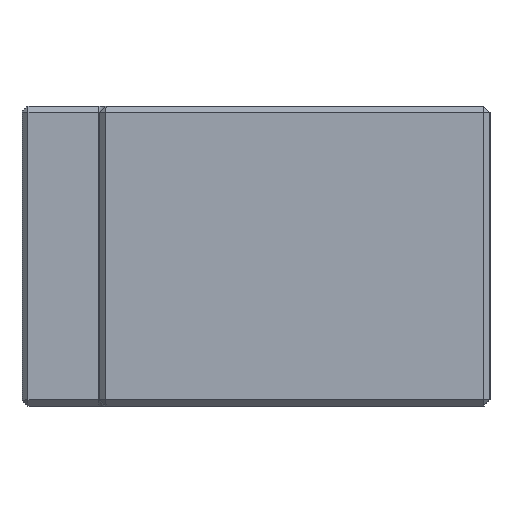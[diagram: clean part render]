
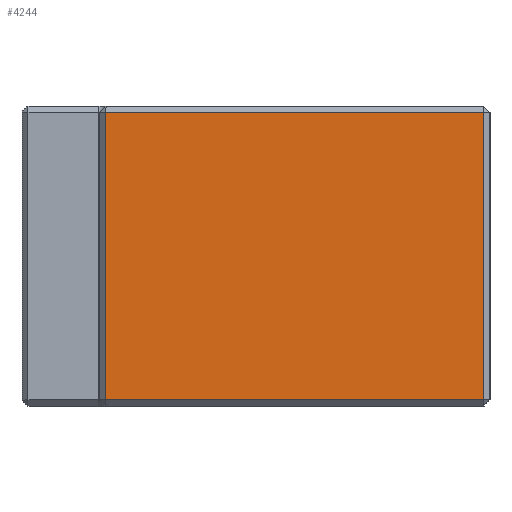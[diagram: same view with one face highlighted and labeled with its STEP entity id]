
A CAD part, left-side view. The second image highlights one B-rep face of the part: STEP entity #4244.
In plain terms, the highlighted planar face has unit normal (-1, 0, 0).
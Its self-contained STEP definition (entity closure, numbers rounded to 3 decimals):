
#66 = CARTESIAN_POINT ( 'NONE',  ( -30., -21.5, -12. ) ) ;
#280 = CARTESIAN_POINT ( 'NONE',  ( -30., 10., -12. ) ) ;
#381 = VECTOR ( 'NONE', #6292, 1000. ) ;
#385 = VECTOR ( 'NONE', #3388, 1000. ) ;
#457 = LINE ( 'NONE', #4810, #385 ) ;
#538 = EDGE_CURVE ( 'NONE', #5814, #4773, #2935, .T. ) ;
#656 = FACE_OUTER_BOUND ( 'NONE', #1260, .T. ) ;
#878 = CARTESIAN_POINT ( 'NONE',  ( -30., -21.5, 12.5 ) ) ;
#1049 = EDGE_CURVE ( 'NONE', #4773, #2646, #457, .T. ) ;
#1059 = LINE ( 'NONE', #6287, #381 ) ;
#1260 = EDGE_LOOP ( 'NONE', ( #5003, #4538, #5728, #4466 ) ) ;
#2646 = VERTEX_POINT ( 'NONE', #4037 ) ;
#2846 = CARTESIAN_POINT ( 'NONE',  ( -30., -22., 12.5 ) ) ;
#2864 = VECTOR ( 'NONE', #4141, 1000. ) ;
#2874 = PLANE ( 'NONE',  #4936 ) ;
#2891 = DIRECTION ( 'NONE',  ( 1., 0., 0. ) ) ;
#2897 = DIRECTION ( 'NONE',  ( 0., 0., -1. ) ) ;
#2935 = LINE ( 'NONE', #878, #2864 ) ;
#3337 = DIRECTION ( 'NONE',  ( 0., 0., -1. ) ) ;
#3388 = DIRECTION ( 'NONE',  ( 0., 1., 0. ) ) ;
#3675 = EDGE_CURVE ( 'NONE', #2646, #5795, #4944, .T. ) ;
#4037 = CARTESIAN_POINT ( 'NONE',  ( -30., 10., 12. ) ) ;
#4068 = CARTESIAN_POINT ( 'NONE',  ( -30., -21.5, 12. ) ) ;
#4141 = DIRECTION ( 'NONE',  ( 0., 0., 1. ) ) ;
#4244 = ADVANCED_FACE ( 'NONE', ( #656 ), #2874, .F. ) ;
#4466 = ORIENTED_EDGE ( 'NONE', *, *, #1049, .T. ) ;
#4538 = ORIENTED_EDGE ( 'NONE', *, *, #5286, .T. ) ;
#4773 = VERTEX_POINT ( 'NONE', #4068 ) ;
#4810 = CARTESIAN_POINT ( 'NONE',  ( -30., -22., 12. ) ) ;
#4936 = AXIS2_PLACEMENT_3D ( 'NONE', #2846, #2891, #2897 ) ;
#4944 = LINE ( 'NONE', #5848, #5181 ) ;
#5003 = ORIENTED_EDGE ( 'NONE', *, *, #3675, .T. ) ;
#5181 = VECTOR ( 'NONE', #3337, 1000. ) ;
#5286 = EDGE_CURVE ( 'NONE', #5795, #5814, #1059, .T. ) ;
#5728 = ORIENTED_EDGE ( 'NONE', *, *, #538, .T. ) ;
#5795 = VERTEX_POINT ( 'NONE', #280 ) ;
#5814 = VERTEX_POINT ( 'NONE', #66 ) ;
#5848 = CARTESIAN_POINT ( 'NONE',  ( -30., 10., 12.5 ) ) ;
#6287 = CARTESIAN_POINT ( 'NONE',  ( -30., -22., -12. ) ) ;
#6292 = DIRECTION ( 'NONE',  ( 0., -1., 0. ) ) ;
